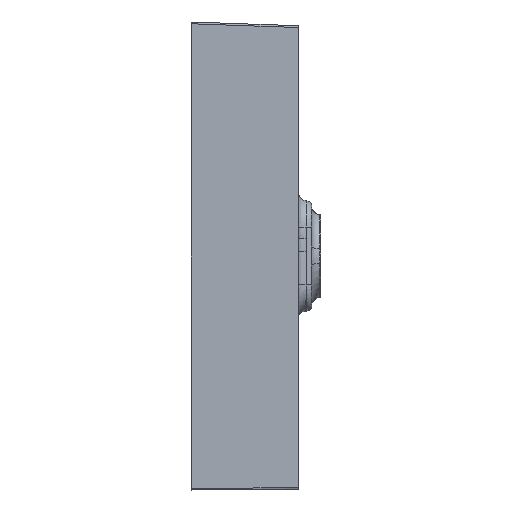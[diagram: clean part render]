
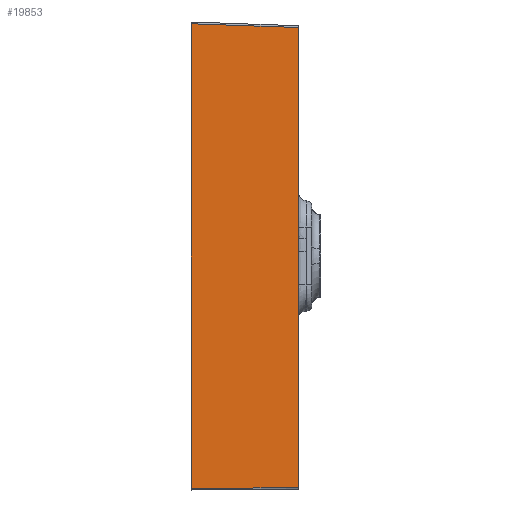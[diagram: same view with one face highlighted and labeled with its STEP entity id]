
A CAD part, left-side view. The second image highlights one B-rep face of the part: STEP entity #19853.
In plain terms, the highlighted planar face has unit normal (-0.999, -0.035, 0).
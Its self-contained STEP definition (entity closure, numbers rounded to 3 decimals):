
#571 = DIRECTION ( 'NONE',  ( 0., 0., -1. ) ) ;
#1048 = EDGE_CURVE ( 'NONE', #13685, #12418, #15470, .T. ) ;
#3136 = CARTESIAN_POINT ( 'NONE',  ( -495.81, -120., 256.311 ) ) ;
#3197 = VECTOR ( 'NONE', #14801, 1000. ) ;
#4452 = ORIENTED_EDGE ( 'NONE', *, *, #18346, .T. ) ;
#6066 = CARTESIAN_POINT ( 'NONE',  ( -495.81, -120., 262.5 ) ) ;
#7052 = CARTESIAN_POINT ( 'NONE',  ( -500., 0., 262.5 ) ) ;
#7101 = VECTOR ( 'NONE', #20456, 1000. ) ;
#7717 = CARTESIAN_POINT ( 'NONE',  ( -495.81, -120., -260.081 ) ) ;
#8152 = LINE ( 'NONE', #6066, #14936 ) ;
#9698 = CARTESIAN_POINT ( 'NONE',  ( -500.002, 0.07, 260.504 ) ) ;
#10109 = ORIENTED_EDGE ( 'NONE', *, *, #1048, .T. ) ;
#10824 = ORIENTED_EDGE ( 'NONE', *, *, #18290, .F. ) ;
#12365 = AXIS2_PLACEMENT_3D ( 'NONE', #7052, #14656, #23862 ) ;
#12418 = VERTEX_POINT ( 'NONE', #16720 ) ;
#13685 = VERTEX_POINT ( 'NONE', #3136 ) ;
#14656 = DIRECTION ( 'NONE',  ( -0.999, -0.035, 0. ) ) ;
#14801 = DIRECTION ( 'NONE',  ( 0.035, -0.999, 0.003 ) ) ;
#14936 = VECTOR ( 'NONE', #571, 1000. ) ;
#15470 = LINE ( 'NONE', #9698, #19696 ) ;
#16240 = EDGE_CURVE ( 'NONE', #13685, #20727, #8152, .T. ) ;
#16382 = FACE_OUTER_BOUND ( 'NONE', #19557, .T. ) ;
#16404 = CARTESIAN_POINT ( 'NONE',  ( -500., 0., 262.5 ) ) ;
#16720 = CARTESIAN_POINT ( 'NONE',  ( -500., 0., 260.501 ) ) ;
#17184 = DIRECTION ( 'NONE',  ( -0.035, 0.999, 0.035 ) ) ;
#18290 = EDGE_CURVE ( 'NONE', #18662, #12418, #20334, .T. ) ;
#18346 = EDGE_CURVE ( 'NONE', #18662, #20727, #23643, .T. ) ;
#18371 = ORIENTED_EDGE ( 'NONE', *, *, #16240, .F. ) ;
#18662 = VERTEX_POINT ( 'NONE', #23613 ) ;
#19557 = EDGE_LOOP ( 'NONE', ( #18371, #10109, #10824, #4452 ) ) ;
#19696 = VECTOR ( 'NONE', #17184, 1000. ) ;
#19853 = ADVANCED_FACE ( 'NONE', ( #16382 ), #23618, .T. ) ;
#20334 = LINE ( 'NONE', #16404, #7101 ) ;
#20456 = DIRECTION ( 'NONE',  ( 0., 0., 1. ) ) ;
#20727 = VERTEX_POINT ( 'NONE', #7717 ) ;
#22171 = CARTESIAN_POINT ( 'NONE',  ( -499.936, -1.823, -260.494 ) ) ;
#23613 = CARTESIAN_POINT ( 'NONE',  ( -500., 0., -260.5 ) ) ;
#23618 = PLANE ( 'NONE',  #12365 ) ;
#23643 = LINE ( 'NONE', #22171, #3197 ) ;
#23862 = DIRECTION ( 'NONE',  ( 0.035, -0.999, 0. ) ) ;
